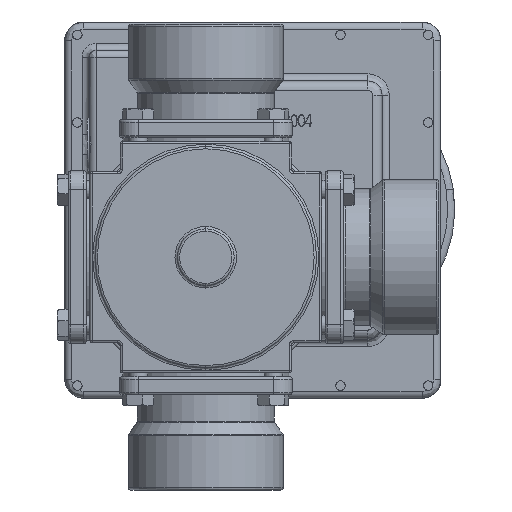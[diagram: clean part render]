
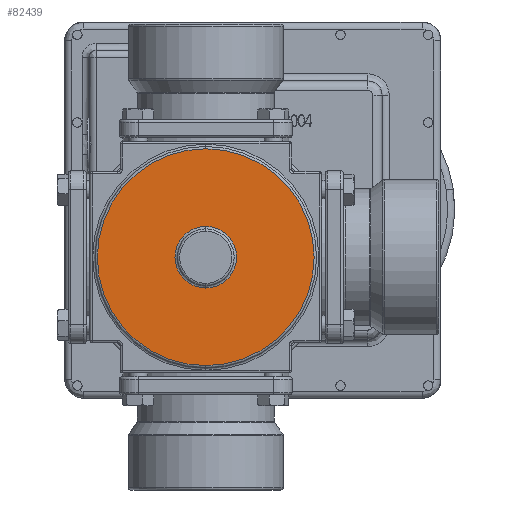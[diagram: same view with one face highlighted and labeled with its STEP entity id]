
A CAD part, front view. The second image highlights one B-rep face of the part: STEP entity #82439.
In plain terms, the highlighted planar face has unit normal (0, -1, 0).
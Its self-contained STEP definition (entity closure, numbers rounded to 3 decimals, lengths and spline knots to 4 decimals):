
#1271 = DIRECTION ( 'NONE',  ( 0., -1., 0. ) ) ;
#8070 = AXIS2_PLACEMENT_3D ( 'NONE', #33036, #99053, #42554 ) ;
#8199 = CARTESIAN_POINT ( 'NONE',  ( 0., -2.741, -2.8825 ) ) ;
#9975 = EDGE_CURVE ( 'NONE', #27703, #100531, #121509, .T. ) ;
#16921 = CARTESIAN_POINT ( 'NONE',  ( 0., -2.741, -2.945 ) ) ;
#24574 = DIRECTION ( 'NONE',  ( 0., 1., 0. ) ) ;
#24604 = VERTEX_POINT ( 'NONE', #70671 ) ;
#26422 = PLANE ( 'NONE',  #46547 ) ;
#27414 = EDGE_LOOP ( 'NONE', ( #102177, #74513 ) ) ;
#27703 = VERTEX_POINT ( 'NONE', #56726 ) ;
#28335 = VERTEX_POINT ( 'NONE', #8199 ) ;
#30471 = EDGE_LOOP ( 'NONE', ( #78016, #100165 ) ) ;
#33036 = CARTESIAN_POINT ( 'NONE',  ( 0., -2.741, 0. ) ) ;
#39518 = AXIS2_PLACEMENT_3D ( 'NONE', #57756, #1271, #67239 ) ;
#41160 = AXIS2_PLACEMENT_3D ( 'NONE', #81140, #24574, #90613 ) ;
#42554 = DIRECTION ( 'NONE',  ( 0., 0., -1. ) ) ;
#44918 = EDGE_CURVE ( 'NONE', #24604, #28335, #90214, .T. ) ;
#46547 = AXIS2_PLACEMENT_3D ( 'NONE', #16921, #111429, #54861 ) ;
#54861 = DIRECTION ( 'NONE',  ( 0., 0., -1. ) ) ;
#55718 = DIRECTION ( 'NONE',  ( 0., 1., 0. ) ) ;
#56726 = CARTESIAN_POINT ( 'NONE',  ( 0., -2.741, 0.8185 ) ) ;
#57756 = CARTESIAN_POINT ( 'NONE',  ( 0., -2.741, 0. ) ) ;
#59611 = CIRCLE ( 'NONE', #39518, 2.8825 ) ;
#63538 = EDGE_CURVE ( 'NONE', #100531, #27703, #96481, .T. ) ;
#67239 = DIRECTION ( 'NONE',  ( 0., 0., -1. ) ) ;
#70671 = CARTESIAN_POINT ( 'NONE',  ( 0., -2.741, 2.8825 ) ) ;
#73960 = CARTESIAN_POINT ( 'NONE',  ( 0., -2.741, -0.8185 ) ) ;
#74368 = FACE_BOUND ( 'NONE', #27414, .T. ) ;
#74513 = ORIENTED_EDGE ( 'NONE', *, *, #9975, .T. ) ;
#78016 = ORIENTED_EDGE ( 'NONE', *, *, #114646, .T. ) ;
#81140 = CARTESIAN_POINT ( 'NONE',  ( 0., -2.741, 0. ) ) ;
#82439 = ADVANCED_FACE ( 'NONE', ( #74368, #99416 ), #26422, .T. ) ;
#90214 = CIRCLE ( 'NONE', #8070, 2.8825 ) ;
#90613 = DIRECTION ( 'NONE',  ( 0., 0., -1. ) ) ;
#92489 = AXIS2_PLACEMENT_3D ( 'NONE', #112269, #55718, #121809 ) ;
#96481 = CIRCLE ( 'NONE', #92489, 0.8185 ) ;
#99053 = DIRECTION ( 'NONE',  ( 0., -1., 0. ) ) ;
#99416 = FACE_OUTER_BOUND ( 'NONE', #30471, .T. ) ;
#100165 = ORIENTED_EDGE ( 'NONE', *, *, #44918, .T. ) ;
#100531 = VERTEX_POINT ( 'NONE', #73960 ) ;
#102177 = ORIENTED_EDGE ( 'NONE', *, *, #63538, .T. ) ;
#111429 = DIRECTION ( 'NONE',  ( 0., -1., 0. ) ) ;
#112269 = CARTESIAN_POINT ( 'NONE',  ( 0., -2.741, 0. ) ) ;
#114646 = EDGE_CURVE ( 'NONE', #28335, #24604, #59611, .T. ) ;
#121509 = CIRCLE ( 'NONE', #41160, 0.8185 ) ;
#121809 = DIRECTION ( 'NONE',  ( 0., 0., -1. ) ) ;
